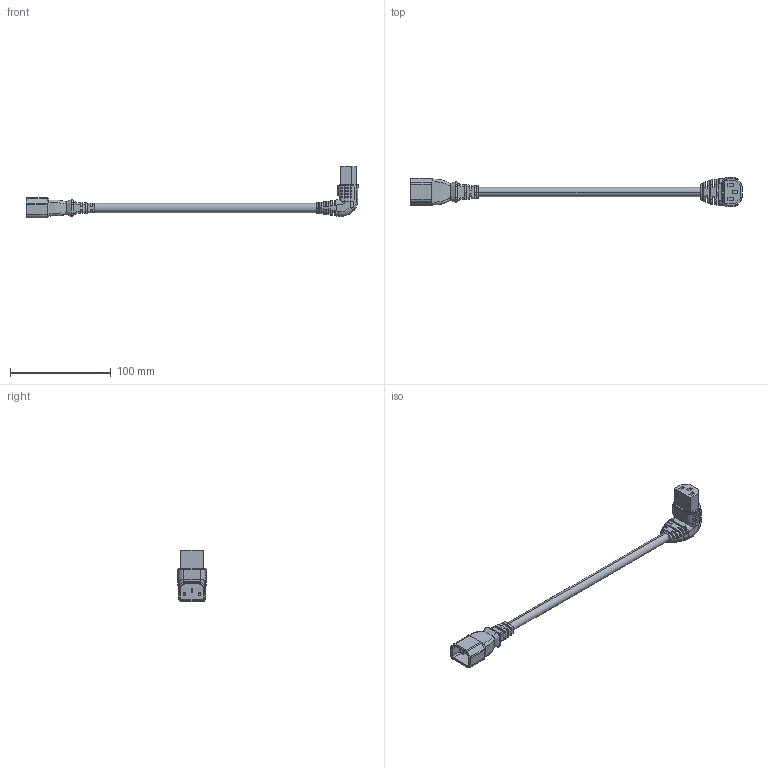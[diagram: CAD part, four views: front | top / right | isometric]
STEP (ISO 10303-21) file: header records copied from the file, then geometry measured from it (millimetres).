
FILE_DESCRIPTION (( 'STEP AP203' ), '1' );
FILE_NAME ('C13LPDC14-15_3D.STEP', '2022-09-22T15:36:20', ( '' ), ( '' ), 'SwSTEP 2.0', 'SolidWorks 2021', '' );
FILE_SCHEMA (( 'CONFIG_CONTROL_DESIGN' ));
Length unit declared in the file: inch
Products named in the file (4): SJT14AWG3X_CORDAGE; EN60320 C14 Black; EN60320-C13-DOWN; C13LPDC14-15_3D
Assembly tree (3 placements, depth 2):
  C13LPDC14-15_3D
    EN60320 C14 Black
    EN60320-C13-DOWN
    SJT14AWG3X_CORDAGE
Bounding box: 329.47 x 29.3 x 51.19 mm (x, y, z)
Volume: 55043.3 mm3; surface area: 25301.4 mm2
Topology: 4 solids, 4 shells, 406 faces, 1140 edges, 742 vertices
Faces by surface type: plane 228, cylinder 89, bspline 73, torus 14, sphere 2
Entity records: 19744 total; most frequent: CARTESIAN_POINT 9589, ORIENTED_EDGE 2280, DIRECTION 1735, EDGE_CURVE 1140, VERTEX_POINT 742, LINE 609, VECTOR 609, AXIS2_PLACEMENT_3D 563
